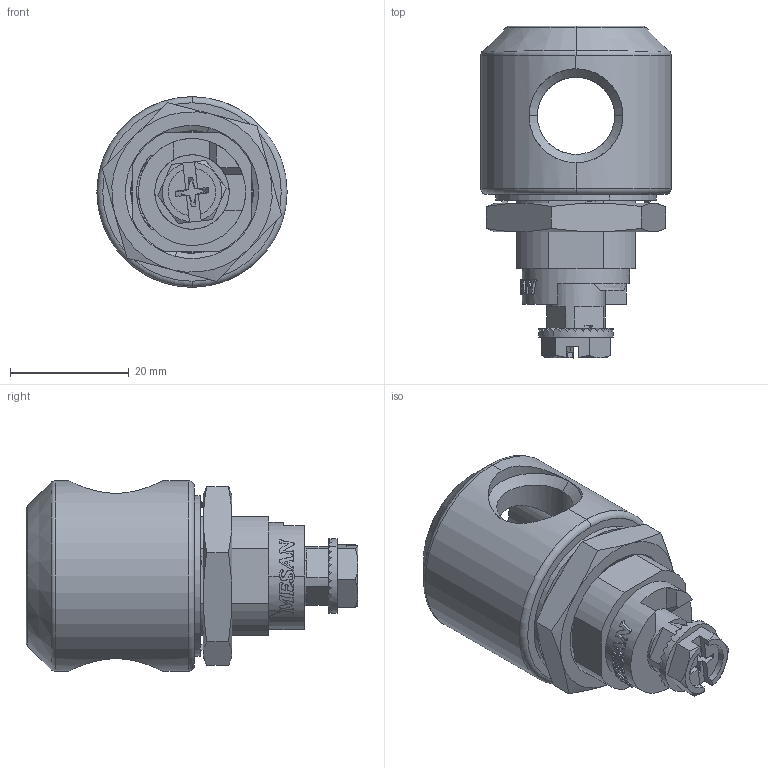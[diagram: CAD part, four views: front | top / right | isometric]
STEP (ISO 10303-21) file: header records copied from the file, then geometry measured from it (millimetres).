
FILE_DESCRIPTION (( 'STEP AP214' ), '1' );
FILE_NAME ('260.12.12.42.00.STEP', '2017-08-10T12:46:56', ( '' ), ( '' ), 'SwSTEP 2.0', 'SolidWorks 2017', '' );
FILE_SCHEMA (( 'AUTOMOTIVE_DESIGN' ));
Length unit declared in the file: millimetre
Products named in the file (6): 4; 1; 260.12.12.42.00; gobek_Varsayilan; 6; 5
Assembly tree (5 placements, depth 2):
  260.12.12.42.00
    1
    4
    5
    6
    gobek_Varsayilan
Bounding box: 32 x 55.8 x 32 mm (x, y, z)
Volume: 20300.8 mm3; surface area: 11855.1 mm2
Topology: 5 solids, 5 shells, 341 faces, 909 edges, 593 vertices
Faces by surface type: plane 217, cylinder 59, cone 30, bspline 27, torus 8
Entity records: 17237 total; most frequent: CARTESIAN_POINT 8821, ORIENTED_EDGE 1814, DIRECTION 1562, EDGE_CURVE 907, VERTEX_POINT 591, VECTOR 540, LINE 540, AXIS2_PLACEMENT_3D 511
